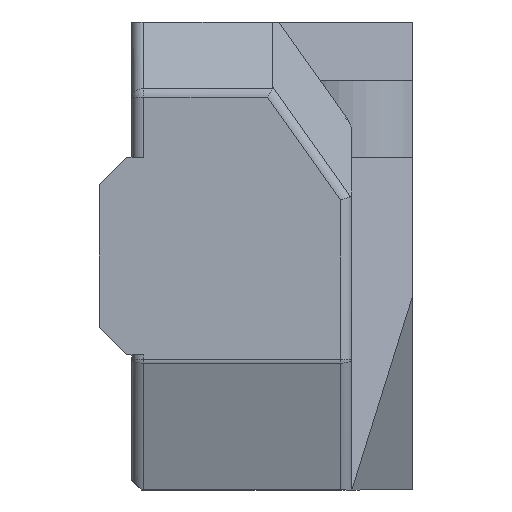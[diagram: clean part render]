
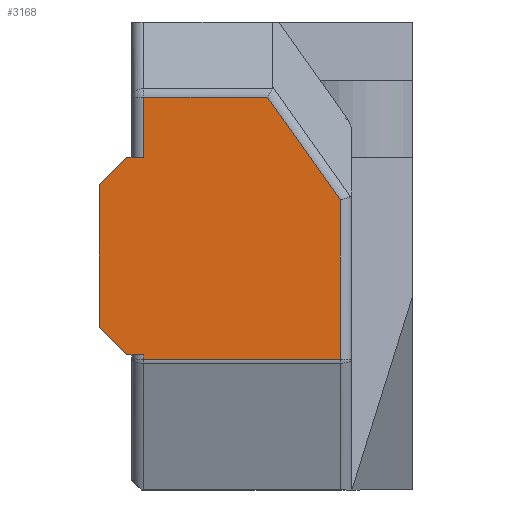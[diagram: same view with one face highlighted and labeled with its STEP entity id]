
A CAD part, left-side view. The second image highlights one B-rep face of the part: STEP entity #3168.
In plain terms, the highlighted planar face has unit normal (-1, 0, 0).
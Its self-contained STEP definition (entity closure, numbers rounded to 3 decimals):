
#199=FACE_OUTER_BOUND('',#392,.T.);
#392=EDGE_LOOP('',(#2178,#2179,#2180,#2181,#2182,#2183,#2184,#2185,#2186,
#2187,#2188));
#592=LINE('',#4658,#964);
#594=LINE('',#4663,#966);
#598=LINE('',#4685,#970);
#601=LINE('',#4701,#973);
#604=LINE('',#4711,#976);
#607=LINE('',#4715,#979);
#610=LINE('',#4724,#982);
#611=LINE('',#4726,#983);
#612=LINE('',#4728,#984);
#613=LINE('',#4730,#985);
#614=LINE('',#4731,#986);
#964=VECTOR('',#3722,10.);
#966=VECTOR('',#3726,10.);
#970=VECTOR('',#3750,10.);
#973=VECTOR('',#3767,10.);
#976=VECTOR('',#3778,10.);
#979=VECTOR('',#3783,10.);
#982=VECTOR('',#3792,10.);
#983=VECTOR('',#3793,10.);
#984=VECTOR('',#3794,10.);
#985=VECTOR('',#3795,10.);
#986=VECTOR('',#3796,10.);
#1332=VERTEX_POINT('',#4651);
#1334=VERTEX_POINT('',#4656);
#1335=VERTEX_POINT('',#4661);
#1336=VERTEX_POINT('',#4662);
#1341=VERTEX_POINT('',#4673);
#1346=VERTEX_POINT('',#4690);
#1349=VERTEX_POINT('',#4697);
#1356=VERTEX_POINT('',#4723);
#1357=VERTEX_POINT('',#4725);
#1358=VERTEX_POINT('',#4727);
#1359=VERTEX_POINT('',#4729);
#1644=EDGE_CURVE('',#1334,#1332,#592,.T.);
#1646=EDGE_CURVE('',#1335,#1336,#594,.T.);
#1657=EDGE_CURVE('',#1336,#1341,#598,.T.);
#1665=EDGE_CURVE('',#1346,#1349,#601,.T.);
#1670=EDGE_CURVE('',#1341,#1346,#604,.T.);
#1673=EDGE_CURVE('',#1332,#1335,#607,.T.);
#1677=EDGE_CURVE('',#1356,#1349,#610,.T.);
#1678=EDGE_CURVE('',#1357,#1334,#611,.T.);
#1679=EDGE_CURVE('',#1357,#1358,#612,.T.);
#1680=EDGE_CURVE('',#1358,#1359,#613,.T.);
#1681=EDGE_CURVE('',#1359,#1356,#614,.T.);
#2178=ORIENTED_EDGE('',*,*,#1677,.T.);
#2179=ORIENTED_EDGE('',*,*,#1665,.F.);
#2180=ORIENTED_EDGE('',*,*,#1670,.F.);
#2181=ORIENTED_EDGE('',*,*,#1657,.F.);
#2182=ORIENTED_EDGE('',*,*,#1646,.F.);
#2183=ORIENTED_EDGE('',*,*,#1673,.F.);
#2184=ORIENTED_EDGE('',*,*,#1644,.F.);
#2185=ORIENTED_EDGE('',*,*,#1678,.F.);
#2186=ORIENTED_EDGE('',*,*,#1679,.T.);
#2187=ORIENTED_EDGE('',*,*,#1680,.T.);
#2188=ORIENTED_EDGE('',*,*,#1681,.T.);
#3008=PLANE('',#3414);
#3168=ADVANCED_FACE('',(#199),#3008,.T.);
#3414=AXIS2_PLACEMENT_3D('',#4722,#3790,#3791);
#3722=DIRECTION('',(0.,0.,1.));
#3726=DIRECTION('',(0.,-0.577,-0.816));
#3750=DIRECTION('',(0.,0.,-1.));
#3767=DIRECTION('',(0.,0.,1.));
#3778=DIRECTION('',(0.,1.,0.));
#3783=DIRECTION('',(0.,-1.,0.));
#3790=DIRECTION('center_axis',(-1.,0.,0.));
#3791=DIRECTION('ref_axis',(0.,0.,
-1.));
#3792=DIRECTION('',(0.,-1.,0.));
#3793=DIRECTION('',(0.,-1.,0.));
#3794=DIRECTION('',(0.,0.707,-0.707));
#3795=DIRECTION('',(0.,0.,-1.));
#3796=DIRECTION('',(0.,-0.707,-0.707));
#4651=CARTESIAN_POINT('',(-26.,25.7,22.993));
#4656=CARTESIAN_POINT('',(-26.,25.7,20.425));
#4658=CARTESIAN_POINT('',(-26.,25.7,21.2));
#4661=CARTESIAN_POINT('',(-26.,20.407,22.993));
#4662=CARTESIAN_POINT('',(-26.,17.3,18.599));
#4663=CARTESIAN_POINT('',(-26.,21.782,24.938));
#4673=CARTESIAN_POINT('',(-26.,17.3,11.788));
#4685=CARTESIAN_POINT('',(-26.,17.3,24.95));
#4690=CARTESIAN_POINT('',(-26.,25.7,11.788));
#4697=CARTESIAN_POINT('',(-26.,25.7,11.975));
#4701=CARTESIAN_POINT('',(-26.,25.7,21.2));
#4711=CARTESIAN_POINT('',(-26.,26.2,11.788));
#4715=CARTESIAN_POINT('',(-26.,26.2,22.993));
#4722=CARTESIAN_POINT('Origin',(-26.,26.2,26.2));
#4723=CARTESIAN_POINT('',(-26.,26.425,11.975));
#4724=CARTESIAN_POINT('',(-26.,26.425,11.975));
#4725=CARTESIAN_POINT('',(-26.,26.425,20.425));
#4726=CARTESIAN_POINT('',(-26.,26.425,20.425));
#4727=CARTESIAN_POINT('',(-26.,27.6,19.25));
#4728=CARTESIAN_POINT('',(-26.,26.2,20.65));
#4729=CARTESIAN_POINT('',(-26.,27.6,13.15));
#4730=CARTESIAN_POINT('',(-26.,27.6,19.25));
#4731=CARTESIAN_POINT('',(-26.,27.6,13.15));
